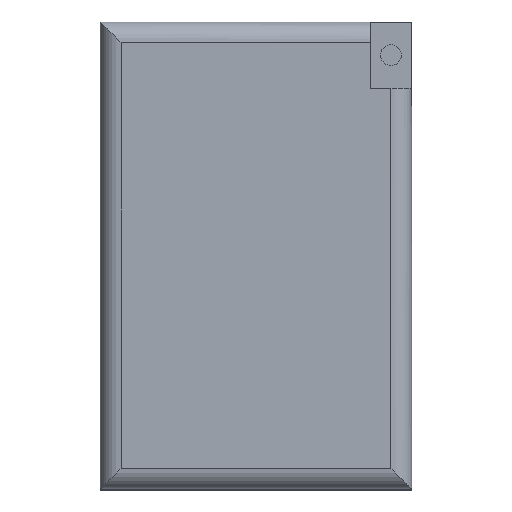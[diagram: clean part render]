
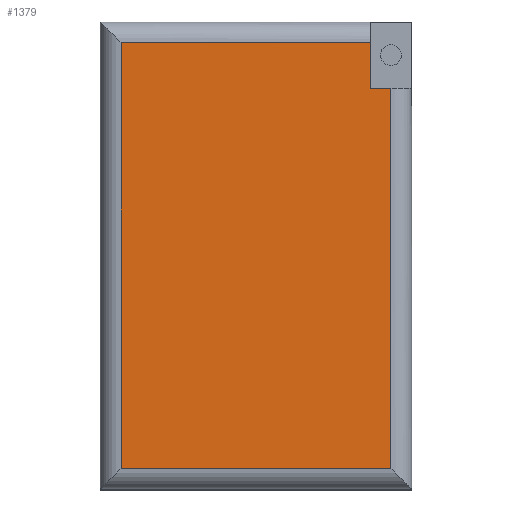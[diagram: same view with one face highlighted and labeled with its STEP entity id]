
A CAD part, top view. The second image highlights one B-rep face of the part: STEP entity #1379.
In plain terms, the highlighted planar face has unit normal (0, 0, 1).
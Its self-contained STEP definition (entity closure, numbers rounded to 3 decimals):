
#294=DIRECTION('',(1.,0.,0.));
#295=VECTOR('',#294,12.);
#296=CARTESIAN_POINT('',(-6.5,21.5,11.25));
#297=LINE('',#296,#295);
#301=DIRECTION('',(0.,-1.,0.));
#302=VECTOR('',#301,2.2);
#303=CARTESIAN_POINT('',(5.5,21.5,11.25));
#304=LINE('',#303,#302);
#308=DIRECTION('',(-1.,0.,0.));
#309=VECTOR('',#308,1.);
#310=CARTESIAN_POINT('',(6.5,19.3,11.25));
#311=LINE('',#310,#309);
#315=DIRECTION('',(0.,-1.,0.));
#316=VECTOR('',#315,18.3);
#317=CARTESIAN_POINT('',(6.5,19.3,11.25));
#318=LINE('',#317,#316);
#322=DIRECTION('',(-1.,0.,0.));
#323=VECTOR('',#322,13.);
#324=CARTESIAN_POINT('',(6.5,1.,11.25));
#325=LINE('',#324,#323);
#329=DIRECTION('',(0.,-1.,0.));
#330=VECTOR('',#329,20.5);
#331=CARTESIAN_POINT('',(-6.5,21.5,11.25));
#332=LINE('',#331,#330);
#971=CARTESIAN_POINT('',(5.5,19.3,11.25));
#973=VERTEX_POINT('',#971);
#1056=CARTESIAN_POINT('',(5.5,21.5,11.25));
#1058=VERTEX_POINT('',#1056);
#1059=CARTESIAN_POINT('',(-6.5,21.5,11.25));
#1060=VERTEX_POINT('',#1059);
#1065=CARTESIAN_POINT('',(-6.5,1.,11.25));
#1066=VERTEX_POINT('',#1065);
#1069=CARTESIAN_POINT('',(6.5,1.,11.25));
#1070=VERTEX_POINT('',#1069);
#1071=CARTESIAN_POINT('',(6.5,19.3,11.25));
#1073=VERTEX_POINT('',#1071);
#1364=CARTESIAN_POINT('',(-7.5,0.,11.25));
#1365=DIRECTION('',(0.,0.,1.));
#1366=DIRECTION('',(1.,0.,0.));
#1367=AXIS2_PLACEMENT_3D('',#1364,#1365,#1366);
#1368=PLANE('',#1367);
#1370=ORIENTED_EDGE('',*,*,#1369,.T.);
#1372=ORIENTED_EDGE('',*,*,#1371,.T.);
#1373=ORIENTED_EDGE('',*,*,#1319,.F.);
#1374=ORIENTED_EDGE('',*,*,#1296,.T.);
#1375=ORIENTED_EDGE('',*,*,#1111,.T.);
#1376=ORIENTED_EDGE('',*,*,#1139,.F.);
#1377=EDGE_LOOP('',(#1370,#1372,#1373,#1374,#1375,#1376));
#1378=FACE_OUTER_BOUND('',#1377,.F.);
#1111=EDGE_CURVE('',#1070,#1066,#325,.T.);
#1139=EDGE_CURVE('',#1060,#1066,#332,.T.);
#1296=EDGE_CURVE('',#1073,#1070,#318,.T.);
#1319=EDGE_CURVE('',#1073,#973,#311,.T.);
#1369=EDGE_CURVE('',#1060,#1058,#297,.T.);
#1371=EDGE_CURVE('',#1058,#973,#304,.T.);
#1379=ADVANCED_FACE('',(#1378),#1368,.T.);
